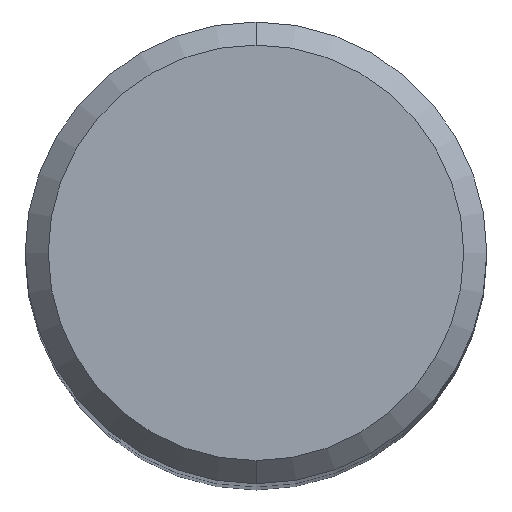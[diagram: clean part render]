
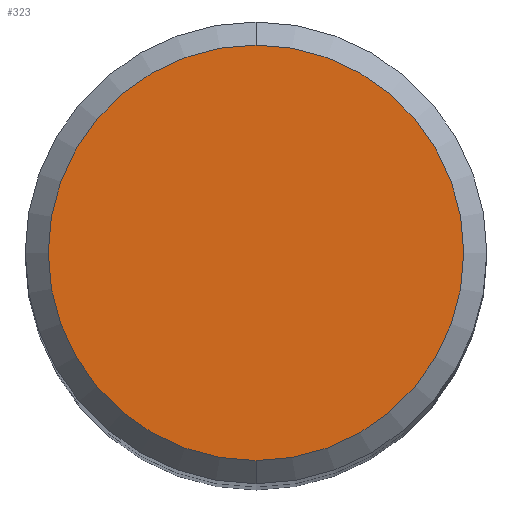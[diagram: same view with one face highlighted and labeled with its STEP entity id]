
A CAD part, top view. The second image highlights one B-rep face of the part: STEP entity #323.
In plain terms, the highlighted planar face has unit normal (0, 0, 1).
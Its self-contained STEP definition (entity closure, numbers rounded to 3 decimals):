
#231=EDGE_CURVE('',#293,#253,#529,.T.);
#253=VERTEX_POINT('',#553);
#257=EDGE_CURVE('',#253,#293,#557,.T.);
#293=VERTEX_POINT('',#596);
#323=ADVANCED_FACE('',(#630),#631,.T.);
#529=CIRCLE('',#891,4.5);
#553=CARTESIAN_POINT('',(0.,-4.5,0.0));
#557=CIRCLE('',#966,4.5);
#596=CARTESIAN_POINT('',(0.0,4.5,0.0));
#630=FACE_OUTER_BOUND('',#1099,.T.);
#631=PLANE('',#1100);
#891=AXIS2_PLACEMENT_3D('',#1482,#1483,#1484);
#966=AXIS2_PLACEMENT_3D('',#1512,#1513,#1514);
#1099=EDGE_LOOP('',(#1597,#1598));
#1100=AXIS2_PLACEMENT_3D('',#1599,#1600,#1601);
#1482=CARTESIAN_POINT('',(0.0,0.0,0.0));
#1483=DIRECTION('',(0.0,0.0,-1.0));
#1484=DIRECTION('',(0.0,1.0,0.0));
#1512=CARTESIAN_POINT('',(0.0,0.0,0.0));
#1513=DIRECTION('',(0.0,0.0,-1.0));
#1514=DIRECTION('',(0.0,1.0,0.0));
#1597=ORIENTED_EDGE('',*,*,#231,.F.);
#1598=ORIENTED_EDGE('',*,*,#257,.F.);
#1599=CARTESIAN_POINT('',(0.0,2.25,0.0));
#1600=DIRECTION('',(-0.0,0.0,1.0));
#1601=DIRECTION('',(0.0,-1.0,0.0));
